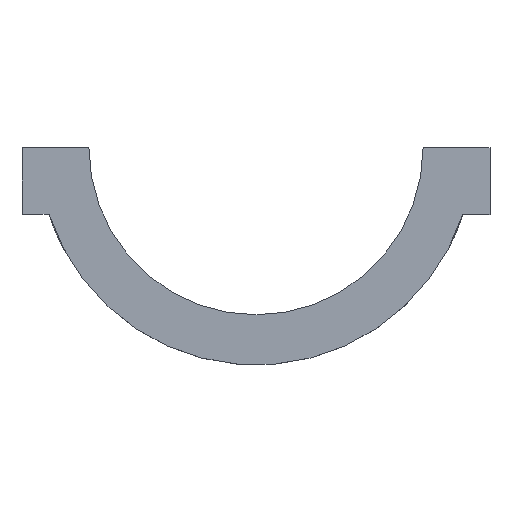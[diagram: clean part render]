
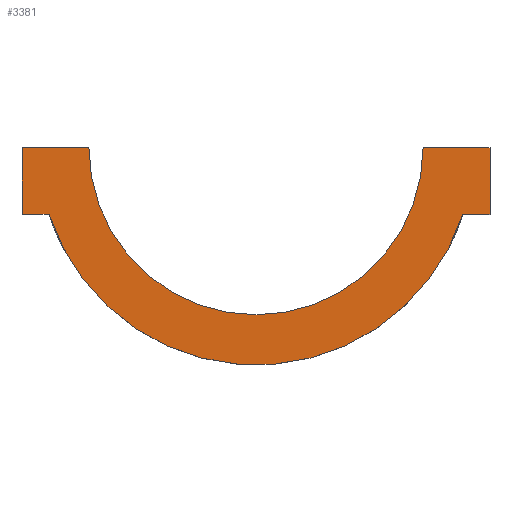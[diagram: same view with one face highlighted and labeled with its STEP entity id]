
A CAD part, top view. The second image highlights one B-rep face of the part: STEP entity #3381.
In plain terms, the highlighted planar face has unit normal (0, 0, 1).
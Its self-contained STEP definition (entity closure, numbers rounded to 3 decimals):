
#26=PLANE('',#3542);
#77=CIRCLE('',#3508,32.506);
#80=CIRCLE('',#3539,25.);
#261=FACE_OUTER_BOUND('',#444,.T.);
#444=EDGE_LOOP('',(#3066,#3067,#3068,#3069,#3070,#3071,#3072,#3073));
#958=LINE('',#9760,#1063);
#963=LINE('',#12903,#1068);
#968=LINE('',#12923,#1073);
#970=LINE('',#12928,#1075);
#973=LINE('',#12934,#1078);
#977=LINE('',#12944,#1082);
#1063=VECTOR('',#3830,10.);
#1068=VECTOR('',#3889,10.);
#1073=VECTOR('',#3918,10.);
#1075=VECTOR('',#3922,10.);
#1078=VECTOR('',#3927,10.);
#1082=VECTOR('',#3939,10.);
#1347=VERTEX_POINT('',#9757);
#1348=VERTEX_POINT('',#9759);
#1349=VERTEX_POINT('',#9860);
#1435=VERTEX_POINT('',#12902);
#1438=VERTEX_POINT('',#12921);
#1440=VERTEX_POINT('',#12927);
#1442=VERTEX_POINT('',#12933);
#1444=VERTEX_POINT('',#12939);
#1812=EDGE_CURVE('',#1348,#1347,#958,.T.);
#1834=EDGE_CURVE('',#1349,#1348,#77,.T.);
#1971=EDGE_CURVE('',#1435,#1349,#963,.T.);
#1976=EDGE_CURVE('',#1347,#1438,#968,.T.);
#1978=EDGE_CURVE('',#1440,#1435,#970,.T.);
#1981=EDGE_CURVE('',#1442,#1440,#973,.T.);
#1984=EDGE_CURVE('',#1444,#1442,#80,.T.);
#1987=EDGE_CURVE('',#1438,#1444,#977,.T.);
#3066=ORIENTED_EDGE('',*,*,#1987,.T.);
#3067=ORIENTED_EDGE('',*,*,#1984,.T.);
#3068=ORIENTED_EDGE('',*,*,#1981,.T.);
#3069=ORIENTED_EDGE('',*,*,#1978,.T.);
#3070=ORIENTED_EDGE('',*,*,#1971,.T.);
#3071=ORIENTED_EDGE('',*,*,#1834,.T.);
#3072=ORIENTED_EDGE('',*,*,#1812,.T.);
#3073=ORIENTED_EDGE('',*,*,#1976,.T.);
#3381=ADVANCED_FACE('',(#261),#26,.F.);
#3508=AXIS2_PLACEMENT_3D('',#9861,#3856,#3857);
#3539=AXIS2_PLACEMENT_3D('',#12940,#3933,#3934);
#3542=AXIS2_PLACEMENT_3D('',#12946,#3942,#3943);
#3830=DIRECTION('',(1.,0.,0.));
#3856=DIRECTION('center_axis',(0.,0.,1.));
#3857=DIRECTION('ref_axis',(0.952,-0.308,0.));
#3889=DIRECTION('',(1.,0.,0.));
#3918=DIRECTION('',(0.,1.,0.));
#3922=DIRECTION('',(0.007,-1.,0.));
#3927=DIRECTION('',(-1.,0.,0.));
#3933=DIRECTION('center_axis',(0.,0.,-1.));
#3934=DIRECTION('ref_axis',(1.,-0.001,0.));
#3939=DIRECTION('',(-1.,0.,0.));
#3942=DIRECTION('center_axis',(0.,0.,-1.));
#3943=DIRECTION('ref_axis',(1.,0.,0.));
#9757=CARTESIAN_POINT('',(35.,-10.,8.5));
#9759=CARTESIAN_POINT('',(30.929,-10.,8.5));
#9760=CARTESIAN_POINT('',(35.,-10.,8.5));
#9860=CARTESIAN_POINT('',(-30.939,-9.968,8.5));
#9861=CARTESIAN_POINT('Origin',(0.,0.,8.5));
#12902=CARTESIAN_POINT('',(-34.927,-9.968,8.5));
#12903=CARTESIAN_POINT('',(-34.927,-9.968,8.5));
#12921=CARTESIAN_POINT('',(35.,-0.019,8.5));
#12923=CARTESIAN_POINT('',(35.,-0.019,8.5));
#12927=CARTESIAN_POINT('',(-35.,-0.019,8.5));
#12928=CARTESIAN_POINT('',(-34.927,-9.968,8.5));
#12933=CARTESIAN_POINT('',(-25.,-0.019,8.5));
#12934=CARTESIAN_POINT('',(-35.,-0.019,8.5));
#12939=CARTESIAN_POINT('',(25.,-0.019,8.5));
#12940=CARTESIAN_POINT('Origin',(0.,0.,8.5));
#12944=CARTESIAN_POINT('',(25.,-0.019,8.5));
#12946=CARTESIAN_POINT('Origin',(0.,-16.262,8.5));
